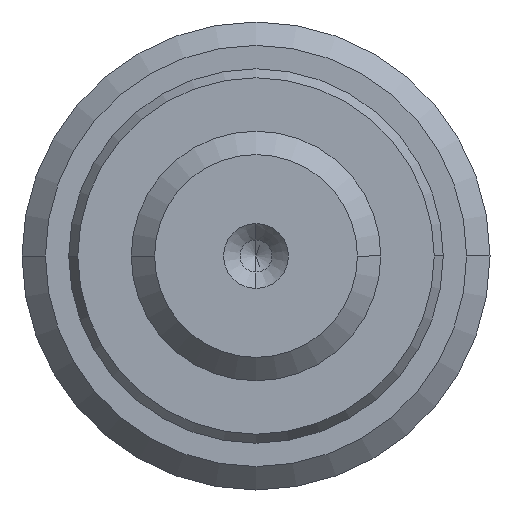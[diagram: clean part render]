
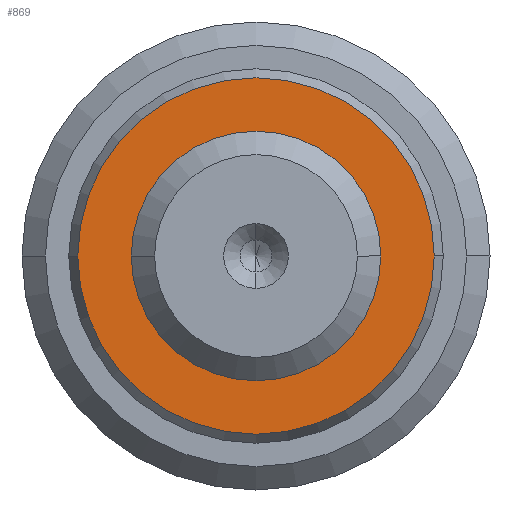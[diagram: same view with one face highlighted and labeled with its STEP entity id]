
A CAD part, left-side view. The second image highlights one B-rep face of the part: STEP entity #869.
In plain terms, the highlighted planar face has unit normal (-1, 0, 0).
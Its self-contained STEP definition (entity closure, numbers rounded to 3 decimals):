
#38 = CIRCLE ( 'NONE', #244, 6. ) ;
#123 = FACE_OUTER_BOUND ( 'NONE', #139, .T. ) ;
#139 = EDGE_LOOP ( 'NONE', ( #1309, #844 ) ) ;
#149 = DIRECTION ( 'NONE',  ( -1., 0., 0. ) ) ;
#158 = DIRECTION ( 'NONE',  ( -1., 0., 0. ) ) ;
#244 = AXIS2_PLACEMENT_3D ( 'NONE', #971, #1337, #2095 ) ;
#252 = AXIS2_PLACEMENT_3D ( 'NONE', #1428, #149, #912 ) ;
#318 = CIRCLE ( 'NONE', #475, 6. ) ;
#349 = CARTESIAN_POINT ( 'NONE',  ( -24.5, 0., 0. ) ) ;
#367 = CARTESIAN_POINT ( 'NONE',  ( -24.5, 0., -6. ) ) ;
#398 = CARTESIAN_POINT ( 'NONE',  ( -24.5, -11.423, 0. ) ) ;
#475 = AXIS2_PLACEMENT_3D ( 'NONE', #729, #1499, #1905 ) ;
#478 = ORIENTED_EDGE ( 'NONE', *, *, #490, .T. ) ;
#490 = EDGE_CURVE ( 'NONE', #595, #1857, #38, .T. ) ;
#595 = VERTEX_POINT ( 'NONE', #803 ) ;
#729 = CARTESIAN_POINT ( 'NONE',  ( -24.5, 0., 0. ) ) ;
#803 = CARTESIAN_POINT ( 'NONE',  ( -24.5, 0., 6. ) ) ;
#844 = ORIENTED_EDGE ( 'NONE', *, *, #2274, .T. ) ;
#857 = CARTESIAN_POINT ( 'NONE',  ( -24.5, 11.423, 0. ) ) ;
#869 = ADVANCED_FACE ( 'NONE', ( #1342, #123 ), #2405, .T. ) ;
#890 = VERTEX_POINT ( 'NONE', #398 ) ;
#900 = DIRECTION ( 'NONE',  ( 0., -1., 0. ) ) ;
#912 = DIRECTION ( 'NONE',  ( 0., -1., 0. ) ) ;
#971 = CARTESIAN_POINT ( 'NONE',  ( -24.5, 0., 0. ) ) ;
#1062 = EDGE_LOOP ( 'NONE', ( #478, #1376 ) ) ;
#1122 = EDGE_CURVE ( 'NONE', #1857, #595, #318, .T. ) ;
#1309 = ORIENTED_EDGE ( 'NONE', *, *, #2101, .T. ) ;
#1337 = DIRECTION ( 'NONE',  ( 1., 0., 0. ) ) ;
#1342 = FACE_BOUND ( 'NONE', #1062, .T. ) ;
#1376 = ORIENTED_EDGE ( 'NONE', *, *, #1122, .T. ) ;
#1407 = AXIS2_PLACEMENT_3D ( 'NONE', #349, #158, #1872 ) ;
#1428 = CARTESIAN_POINT ( 'NONE',  ( -24.5, 0., 0. ) ) ;
#1452 = DIRECTION ( 'NONE',  ( -1., 0., 0. ) ) ;
#1499 = DIRECTION ( 'NONE',  ( 1., 0., 0. ) ) ;
#1835 = AXIS2_PLACEMENT_3D ( 'NONE', #2026, #1452, #900 ) ;
#1857 = VERTEX_POINT ( 'NONE', #367 ) ;
#1872 = DIRECTION ( 'NONE',  ( 0., -1., 0. ) ) ;
#1905 = DIRECTION ( 'NONE',  ( 0., -1., 0. ) ) ;
#2026 = CARTESIAN_POINT ( 'NONE',  ( -24.5, 0., 0. ) ) ;
#2095 = DIRECTION ( 'NONE',  ( 0., -1., 0. ) ) ;
#2101 = EDGE_CURVE ( 'NONE', #2213, #890, #2346, .T. ) ;
#2213 = VERTEX_POINT ( 'NONE', #857 ) ;
#2274 = EDGE_CURVE ( 'NONE', #890, #2213, #2348, .T. ) ;
#2346 = CIRCLE ( 'NONE', #1407, 11.423 ) ;
#2348 = CIRCLE ( 'NONE', #252, 11.423 ) ;
#2405 = PLANE ( 'NONE',  #1835 ) ;
